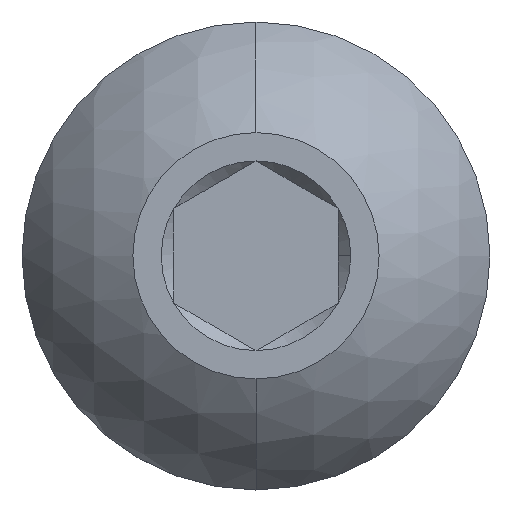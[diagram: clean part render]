
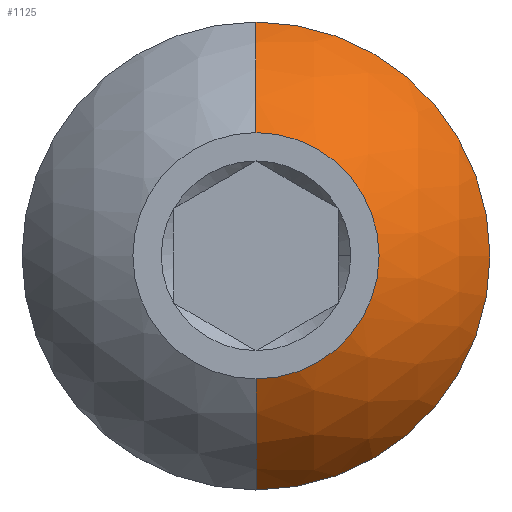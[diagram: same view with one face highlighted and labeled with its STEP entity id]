
A CAD part, top view. The second image highlights one B-rep face of the part: STEP entity #1125.
In plain terms, the highlighted spherical face has radius 3.172 mm.
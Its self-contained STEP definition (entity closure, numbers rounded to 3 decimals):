
#264 = DIRECTION ( 'NONE',  ( 1., 0., 0. ) ) ;
#266 = DIRECTION ( 'NONE',  ( 0., 0., 1. ) ) ;
#267 = CARTESIAN_POINT ( 'NONE',  ( 0., 0., -1.403 ) ) ;
#316 = DIRECTION ( 'NONE',  ( 1., 0., 0. ) ) ;
#317 = DIRECTION ( 'NONE',  ( 0., 0., 1. ) ) ;
#318 = CARTESIAN_POINT ( 'NONE',  ( 0., 0., 0. ) ) ;
#392 = CARTESIAN_POINT ( 'NONE',  ( 0., 1.5, 0. ) ) ;
#393 = CARTESIAN_POINT ( 'NONE',  ( 0., 2.85, -1.403 ) ) ;
#396 = CARTESIAN_POINT ( 'NONE',  ( 2.85, 0., -1.403 ) ) ;
#455 = CARTESIAN_POINT ( 'NONE',  ( 0., -1.5, 0. ) ) ;
#488 = CARTESIAN_POINT ( 'NONE',  ( 0., -2.85, -1.403 ) ) ;
#879 = CIRCLE ( 'NONE', #2120, 3.172 ) ;
#880 = CIRCLE ( 'NONE', #2040, 2.85 ) ;
#906 = CIRCLE ( 'NONE', #2033, 3.172 ) ;
#1125 = ADVANCED_FACE ( 'NONE', ( #1579 ), #1585, .T. ) ;
#1188 = ORIENTED_EDGE ( 'NONE', *, *, #2163, .F. ) ;
#1189 = ORIENTED_EDGE ( 'NONE', *, *, #2018, .F. ) ;
#1190 = ORIENTED_EDGE ( 'NONE', *, *, #2216, .T. ) ;
#1192 = ORIENTED_EDGE ( 'NONE', *, *, #2045, .T. ) ;
#1193 = ORIENTED_EDGE ( 'NONE', *, *, #2164, .T. ) ;
#1353 = VERTEX_POINT ( 'NONE', #488 ) ;
#1378 = VERTEX_POINT ( 'NONE', #455 ) ;
#1425 = VERTEX_POINT ( 'NONE', #396 ) ;
#1427 = VERTEX_POINT ( 'NONE', #393 ) ;
#1428 = VERTEX_POINT ( 'NONE', #392 ) ;
#1537 = EDGE_LOOP ( 'NONE', ( #1193, #1192, #1190, #1189, #1188 ) ) ;
#1579 = FACE_OUTER_BOUND ( 'NONE', #1537, .T. ) ;
#1585 = SPHERICAL_SURFACE ( 'NONE', #2127, 3.172 ) ;
#1670 = CIRCLE ( 'NONE', #2031, 1.5 ) ;
#1671 = CIRCLE ( 'NONE', #2041, 2.85 ) ;
#2018 = EDGE_CURVE ( 'NONE', #1378, #1428, #1670, .T. ) ;
#2031 = AXIS2_PLACEMENT_3D ( 'NONE', #318, #317, #316 ) ;
#2033 = AXIS2_PLACEMENT_3D ( 'NONE', #2608, #2606, #2588 ) ;
#2040 = AXIS2_PLACEMENT_3D ( 'NONE', #4219, #4218, #4217 ) ;
#2041 = AXIS2_PLACEMENT_3D ( 'NONE', #267, #266, #264 ) ;
#2045 = EDGE_CURVE ( 'NONE', #1425, #1427, #1671, .T. ) ;
#2120 = AXIS2_PLACEMENT_3D ( 'NONE', #4224, #4223, #4222 ) ;
#2127 = AXIS2_PLACEMENT_3D ( 'NONE', #3708, #3613, #3663 ) ;
#2163 = EDGE_CURVE ( 'NONE', #1353, #1378, #879, .T. ) ;
#2164 = EDGE_CURVE ( 'NONE', #1353, #1425, #880, .T. ) ;
#2216 = EDGE_CURVE ( 'NONE', #1427, #1428, #906, .T. ) ;
#2588 = DIRECTION ( 'NONE',  ( 0., 1., 0. ) ) ;
#2606 = DIRECTION ( 'NONE',  ( 1., 0., 0. ) ) ;
#2608 = CARTESIAN_POINT ( 'NONE',  ( 0., 0., -2.795 ) ) ;
#3613 = DIRECTION ( 'NONE',  ( 1., 0., 0. ) ) ;
#3663 = DIRECTION ( 'NONE',  ( 0., -1., 0. ) ) ;
#3708 = CARTESIAN_POINT ( 'NONE',  ( 0., 0., -2.795 ) ) ;
#4217 = DIRECTION ( 'NONE',  ( 1., 0., 0. ) ) ;
#4218 = DIRECTION ( 'NONE',  ( 0., 0., 1. ) ) ;
#4219 = CARTESIAN_POINT ( 'NONE',  ( 0., 0., -1.403 ) ) ;
#4222 = DIRECTION ( 'NONE',  ( 0., -1., 0. ) ) ;
#4223 = DIRECTION ( 'NONE',  ( -1., 0., 0. ) ) ;
#4224 = CARTESIAN_POINT ( 'NONE',  ( 0., 0., -2.795 ) ) ;
